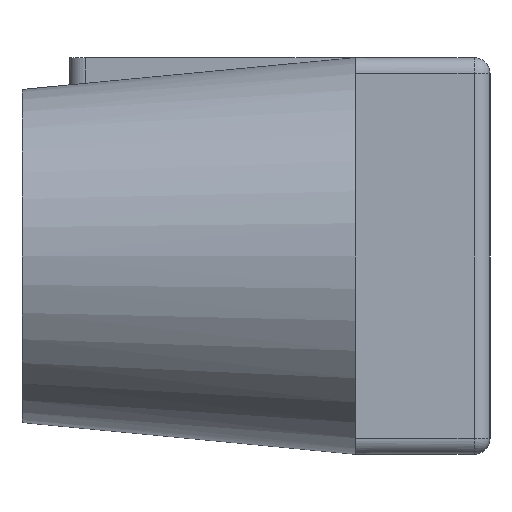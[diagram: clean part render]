
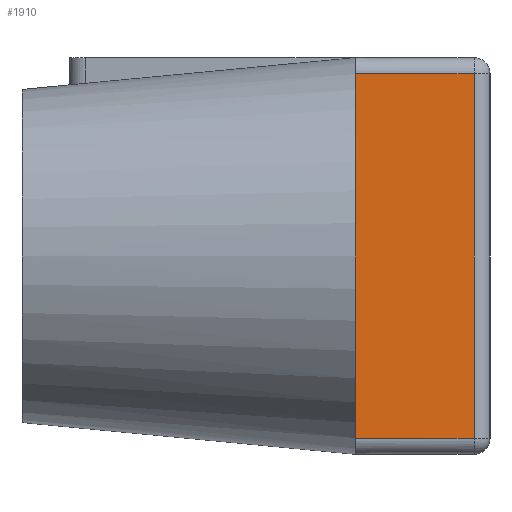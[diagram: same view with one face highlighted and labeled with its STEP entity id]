
A CAD part, left-side view. The second image highlights one B-rep face of the part: STEP entity #1910.
In plain terms, the highlighted planar face has unit normal (-1, 0, 0).
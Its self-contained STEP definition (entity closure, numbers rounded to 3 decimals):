
#128 = DIRECTION ( 'NONE',  ( 0., 0., -1. ) ) ;
#147 = VERTEX_POINT ( 'NONE', #551 ) ;
#149 = VECTOR ( 'NONE', #1328, 1000. ) ;
#184 = AXIS2_PLACEMENT_3D ( 'NONE', #574, #1920, #128 ) ;
#290 = VERTEX_POINT ( 'NONE', #1796 ) ;
#294 = CARTESIAN_POINT ( 'NONE',  ( -35.25, 8.5, -11.5 ) ) ;
#431 = LINE ( 'NONE', #1310, #821 ) ;
#458 = ORIENTED_EDGE ( 'NONE', *, *, #1803, .F. ) ;
#482 = VECTOR ( 'NONE', #524, 1000. ) ;
#524 = DIRECTION ( 'NONE',  ( 0., 0., 1. ) ) ;
#551 = CARTESIAN_POINT ( 'NONE',  ( -35.25, 8.5, 11.5 ) ) ;
#560 = VERTEX_POINT ( 'NONE', #1592 ) ;
#574 = CARTESIAN_POINT ( 'NONE',  ( -35.25, 8.5, -12.5 ) ) ;
#647 = EDGE_LOOP ( 'NONE', ( #1668, #684, #458, #969 ) ) ;
#673 = LINE ( 'NONE', #1874, #482 ) ;
#684 = ORIENTED_EDGE ( 'NONE', *, *, #966, .T. ) ;
#821 = VECTOR ( 'NONE', #1912, 1000. ) ;
#931 = CARTESIAN_POINT ( 'NONE',  ( -35.25, 1., 11.5 ) ) ;
#966 = EDGE_CURVE ( 'NONE', #1520, #147, #1415, .T. ) ;
#969 = ORIENTED_EDGE ( 'NONE', *, *, #1299, .T. ) ;
#1299 = EDGE_CURVE ( 'NONE', #290, #560, #1633, .T. ) ;
#1310 = CARTESIAN_POINT ( 'NONE',  ( -35.25, 8.5, -12.5 ) ) ;
#1328 = DIRECTION ( 'NONE',  ( 0., -1., 0. ) ) ;
#1385 = CARTESIAN_POINT ( 'NONE',  ( -35.25, 8.5, 11.5 ) ) ;
#1415 = LINE ( 'NONE', #1385, #1670 ) ;
#1520 = VERTEX_POINT ( 'NONE', #931 ) ;
#1564 = DIRECTION ( 'NONE',  ( 0., 1., 0. ) ) ;
#1592 = CARTESIAN_POINT ( 'NONE',  ( -35.25, 1., -11.5 ) ) ;
#1600 = PLANE ( 'NONE',  #184 ) ;
#1621 = FACE_OUTER_BOUND ( 'NONE', #647, .T. ) ;
#1633 = LINE ( 'NONE', #294, #149 ) ;
#1668 = ORIENTED_EDGE ( 'NONE', *, *, #1685, .T. ) ;
#1670 = VECTOR ( 'NONE', #1564, 1000. ) ;
#1685 = EDGE_CURVE ( 'NONE', #560, #1520, #673, .T. ) ;
#1796 = CARTESIAN_POINT ( 'NONE',  ( -35.25, 8.5, -11.5 ) ) ;
#1803 = EDGE_CURVE ( 'NONE', #290, #147, #431, .T. ) ;
#1874 = CARTESIAN_POINT ( 'NONE',  ( -35.25, 1., -12.5 ) ) ;
#1910 = ADVANCED_FACE ( 'NONE', ( #1621 ), #1600, .F. ) ;
#1912 = DIRECTION ( 'NONE',  ( 0., 0., 1. ) ) ;
#1920 = DIRECTION ( 'NONE',  ( 1., 0., 0. ) ) ;
